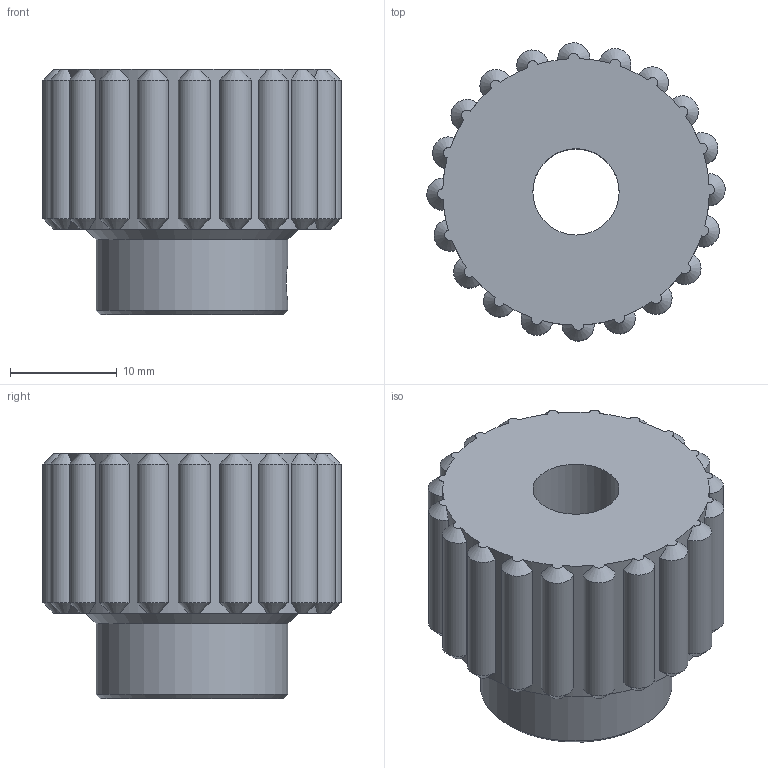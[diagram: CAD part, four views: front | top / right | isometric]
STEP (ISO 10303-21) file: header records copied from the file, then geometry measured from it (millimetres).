
FILE_DESCRIPTION(/* description */ (''),/* implementation_level */ '2;1');
FILE_NAME(/* name */ 'Knob.stp',/* time_stamp */ '2016-12-28T17:06:58-06:00',/* author */ (''),/* organization */ (''),/* preprocessor_version */ 'ST-DEVELOPER v16.5',/* originating_system */ 'Autodesk Translation Framework v5.2.0.2920',/* authorisation */ '');
FILE_SCHEMA (('AUTOMOTIVE_DESIGN { 1 0 10303 214 3 1 1 }'));
Length unit declared in the file: millimetre
Products named in the file (1): knob
Bounding box: 27.99 x 27.99 x 23 mm (x, y, z)
Volume: 9128.2 mm3; surface area: 3750.9 mm2
Topology: 1 solids, 1 shells, 94 faces, 269 edges, 179 vertices
Faces by surface type: cylinder 44, cone 42, plane 8
Full cylindrical faces by diameter (mm): 3.5 x2, 8.1 x1, 18 x1
Entity records: 3270 total; most frequent: CARTESIAN_POINT 841, ORIENTED_EDGE 524, DIRECTION 498, EDGE_CURVE 262, AXIS2_PLACEMENT_3D 223, VERTEX_POINT 178, CIRCLE 128, EDGE_LOOP 108
